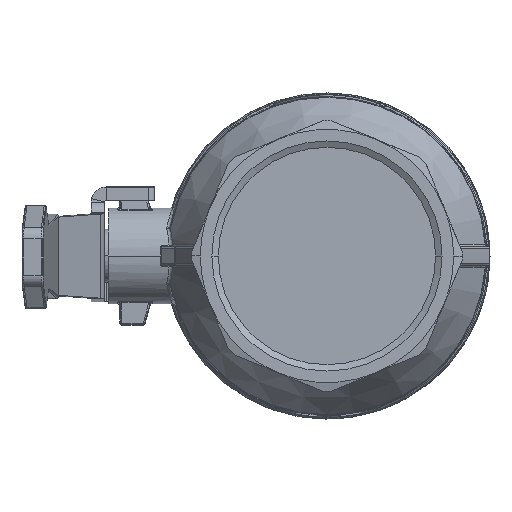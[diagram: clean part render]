
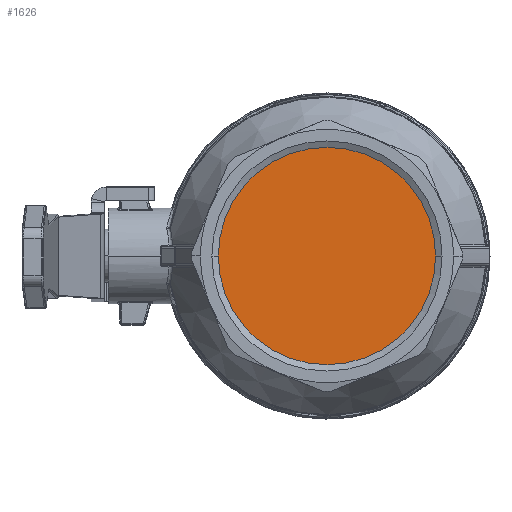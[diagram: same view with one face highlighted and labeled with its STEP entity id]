
A CAD part, left-side view. The second image highlights one B-rep face of the part: STEP entity #1626.
In plain terms, the highlighted planar face has unit normal (-1, 0, 0).
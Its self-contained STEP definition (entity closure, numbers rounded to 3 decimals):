
#1626=ADVANCED_FACE('',(#4306),#4307,.F.);
#4306=FACE_OUTER_BOUND('',#8111,.T.);
#4307=PLANE('',#8112);
#8111=EDGE_LOOP('',(#21776,#21777));
#8112=AXIS2_PLACEMENT_3D('',#21778,#21779,#21780);
#21776=ORIENTED_EDGE('',*,*,#31065,.T.);
#21777=ORIENTED_EDGE('',*,*,#31315,.T.);
#21778=CARTESIAN_POINT('',(-35.0,25.964,0.0));
#21779=DIRECTION('',(1.0,0.0,0.0));
#21780=DIRECTION('',(0.0,1.0,-0.0));
#31065=EDGE_CURVE('',#35979,#35981,#35983,.T.);
#31315=EDGE_CURVE('',#35981,#35979,#36370,.T.);
#35979=VERTEX_POINT('',#43539);
#35981=VERTEX_POINT('',#43542);
#35983=CIRCLE('',#43545,28.328);
#36370=CIRCLE('',#44154,28.328);
#43539=CARTESIAN_POINT('',(-35.0,28.328,0.0));
#43542=CARTESIAN_POINT('',(-35.0,-28.328,0.));
#43545=AXIS2_PLACEMENT_3D('',#57246,#57247,#57248);
#44154=AXIS2_PLACEMENT_3D('',#57472,#57473,#57474);
#57246=CARTESIAN_POINT('',(-35.0,0.0,0.0));
#57247=DIRECTION('',(-1.0,0.0,0.0));
#57248=DIRECTION('',(0.0,1.0,0.0));
#57472=CARTESIAN_POINT('',(-35.0,0.0,0.0));
#57473=DIRECTION('',(-1.0,0.0,0.0));
#57474=DIRECTION('',(0.0,1.0,0.0));
